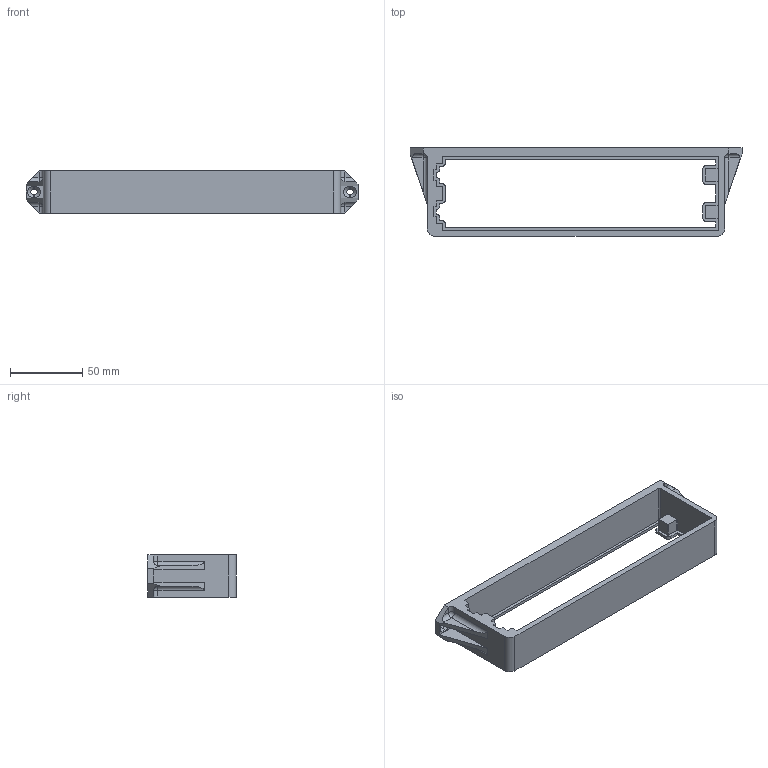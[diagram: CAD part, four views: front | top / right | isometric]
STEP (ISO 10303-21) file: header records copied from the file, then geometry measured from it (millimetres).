
FILE_DESCRIPTION(/* description */ (''),/* implementation_level */ '2;1');
FILE_NAME(/* name */ 'Porta Fusivel v7.step',/* time_stamp */ '2024-10-22T14:06:03-03:00',/* author */ (''),/* organization */ (''),/* preprocessor_version */ 'ST-DEVELOPER v20',/* originating_system */ 'Autodesk Translation Framework v13.20.0.188',/* authorisation */ '');
FILE_SCHEMA (('AUTOMOTIVE_DESIGN { 1 0 10303 214 3 1 1 }'));
Length unit declared in the file: millimetre
Products named in the file (1): Porta Fusivel
Bounding box: 229 x 61 x 29 mm (x, y, z)
Volume: 84700.6 mm3; surface area: 40482.4 mm2
Topology: 1 solids, 1 shells, 157 faces, 438 edges, 284 vertices
Faces by surface type: plane 91, cylinder 58, sphere 4, cone 4
Entity records: 5065 total; most frequent: CARTESIAN_POINT 880, ORIENTED_EDGE 876, DIRECTION 874, EDGE_CURVE 438, LINE 318, VECTOR 318, VERTEX_POINT 284, AXIS2_PLACEMENT_3D 278
